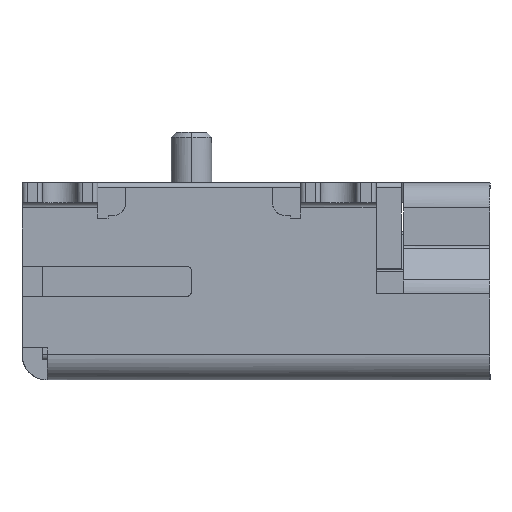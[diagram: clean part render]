
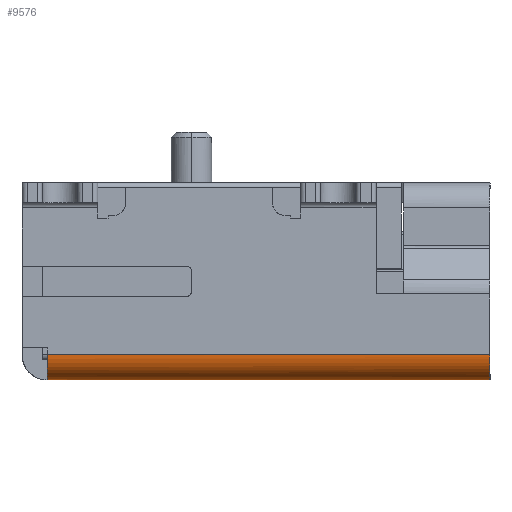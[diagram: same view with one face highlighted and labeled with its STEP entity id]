
A CAD part, left-side view. The second image highlights one B-rep face of the part: STEP entity #9576.
In plain terms, the highlighted free-form (B-spline) face has degree [3, 1] with [4, 2] control points.
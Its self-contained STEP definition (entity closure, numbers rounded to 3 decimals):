
#741 = CARTESIAN_POINT ( 'NONE',  ( -3.85, 4.123, -1.4 ) ) ;
#943 = CARTESIAN_POINT ( 'NONE',  ( -3.85, -5.5, -1.693 ) ) ;
#997 = CARTESIAN_POINT ( 'NONE',  ( -3.85, 4.123, -1.4 ) ) ;
#1694 = CARTESIAN_POINT ( 'NONE',  ( -3.349, 4.124, -1.9 ) ) ;
#2453 = ORIENTED_EDGE ( 'NONE', *, *, #12290, .T. ) ;
#2647 = EDGE_LOOP ( 'NONE', ( #4165, #4407, #9285, #2453 ) ) ;
#2716 = B_SPLINE_CURVE_WITH_KNOTS ( 'NONE', 1,
 ( #12679, #1694 ),
 .UNSPECIFIED., .F., .F.,
 ( 2, 2 ),
 ( 0., 1. ),
 .UNSPECIFIED. ) ;
#3141 = CARTESIAN_POINT ( 'NONE',  ( -3.85, -4.625, -1.4 ) ) ;
#3259 = CARTESIAN_POINT ( 'NONE',  ( -3.643, -5.5, -1.9 ) ) ;
#4165 = ORIENTED_EDGE ( 'NONE', *, *, #12538, .F. ) ;
#4224 = VERTEX_POINT ( 'NONE', #741 ) ;
#4407 = ORIENTED_EDGE ( 'NONE', *, *, #9448, .T. ) ;
#4598 = CARTESIAN_POINT ( 'NONE',  ( -3.349, 4.124, -1.9 ) ) ;
#4698 = CARTESIAN_POINT ( 'NONE',  ( -3.85, 4.998, -1.693 ) ) ;
#5298 = EDGE_CURVE ( 'NONE', #12570, #4224, #10831, .T. ) ;
#6366 = CARTESIAN_POINT ( 'NONE',  ( -3.85, 4.998, -1.4 ) ) ;
#6539 = CARTESIAN_POINT ( 'NONE',  ( -3.349, 4.124, -1.9 ) ) ;
#7006 = CARTESIAN_POINT ( 'NONE',  ( -3.35, -5.5, -1.9 ) ) ;
#8246 = VERTEX_POINT ( 'NONE', #6539 ) ;
#9285 = ORIENTED_EDGE ( 'NONE', *, *, #5298, .T. ) ;
#9342 = CARTESIAN_POINT ( 'NONE',  ( -3.35, 4.998, -1.9 ) ) ;
#9448 = EDGE_CURVE ( 'NONE', #11077, #12570, #11968, .T. ) ;
#9576 = ADVANCED_FACE ( 'NONE', ( #13195 ), #10428, .T. ) ;
#10281 = CARTESIAN_POINT ( 'NONE',  ( -3.85, 4.123, -1.4 ) ) ;
#10428 =( BOUNDED_SURFACE ( )  B_SPLINE_SURFACE ( 3, 1, ( 
 ( #7006, #9342 ),
 ( #3259, #14482 ),
 ( #943, #4698 ),
 ( #11242, #6366 ) ),
 .UNSPECIFIED., .F., .F., .F. ) 
 B_SPLINE_SURFACE_WITH_KNOTS ( ( 4, 4 ),
 ( 2, 2 ),
 ( 0., 1. ),
 ( 0., 1. ),
 .UNSPECIFIED. ) 
 GEOMETRIC_REPRESENTATION_ITEM ( )  RATIONAL_B_SPLINE_SURFACE ( (
 ( 1., 1.),
 ( 0.805, 0.805),
 ( 0.805, 0.805),
 ( 1., 1.) ) ) 
 REPRESENTATION_ITEM ( '' )  SURFACE ( )  );
#10466 = CARTESIAN_POINT ( 'NONE',  ( -3.643, -4.625, -1.9 ) ) ;
#10677 = CARTESIAN_POINT ( 'NONE',  ( -3.85, 4.123, -1.693 ) ) ;
#10831 = B_SPLINE_CURVE_WITH_KNOTS ( 'NONE', 1,
 ( #12854, #10281 ),
 .UNSPECIFIED., .F., .F.,
 ( 2, 2 ),
 ( 0., 1. ),
 .UNSPECIFIED. ) ;
#11077 = VERTEX_POINT ( 'NONE', #11993 ) ;
#11242 = CARTESIAN_POINT ( 'NONE',  ( -3.85, -5.5, -1.4 ) ) ;
#11968 =( BOUNDED_CURVE ( )  B_SPLINE_CURVE ( 3, ( #14838, #10466, #14164, #12334 ),
 .UNSPECIFIED., .F., .F. ) 
 B_SPLINE_CURVE_WITH_KNOTS ( ( 4, 4 ),
 ( 0., 1. ),
 .UNSPECIFIED. ) 
 CURVE ( )  GEOMETRIC_REPRESENTATION_ITEM ( )  RATIONAL_B_SPLINE_CURVE ( ( 1., 0.805, 0.805, 1. ) ) 
 REPRESENTATION_ITEM ( '' )  );
#11993 = CARTESIAN_POINT ( 'NONE',  ( -3.35, -4.625, -1.9 ) ) ;
#12290 = EDGE_CURVE ( 'NONE', #4224, #8246, #14656, .T. ) ;
#12334 = CARTESIAN_POINT ( 'NONE',  ( -3.85, -4.625, -1.4 ) ) ;
#12538 = EDGE_CURVE ( 'NONE', #11077, #8246, #2716, .T. ) ;
#12570 = VERTEX_POINT ( 'NONE', #3141 ) ;
#12679 = CARTESIAN_POINT ( 'NONE',  ( -3.35, -4.625, -1.9 ) ) ;
#12854 = CARTESIAN_POINT ( 'NONE',  ( -3.85, -4.625, -1.4 ) ) ;
#13195 = FACE_OUTER_BOUND ( 'NONE', #2647, .T. ) ;
#14164 = CARTESIAN_POINT ( 'NONE',  ( -3.85, -4.625, -1.693 ) ) ;
#14482 = CARTESIAN_POINT ( 'NONE',  ( -3.643, 4.998, -1.9 ) ) ;
#14656 =( BOUNDED_CURVE ( )  B_SPLINE_CURVE ( 3, ( #997, #10677, #15600, #4598 ),
 .UNSPECIFIED., .F., .F. ) 
 B_SPLINE_CURVE_WITH_KNOTS ( ( 4, 4 ),
 ( 0., 1. ),
 .UNSPECIFIED. ) 
 CURVE ( )  GEOMETRIC_REPRESENTATION_ITEM ( )  RATIONAL_B_SPLINE_CURVE ( ( 1., 0.805, 0.805, 1. ) ) 
 REPRESENTATION_ITEM ( '' )  );
#14838 = CARTESIAN_POINT ( 'NONE',  ( -3.35, -4.625, -1.9 ) ) ;
#15600 = CARTESIAN_POINT ( 'NONE',  ( -3.643, 4.123, -1.9 ) ) ;
